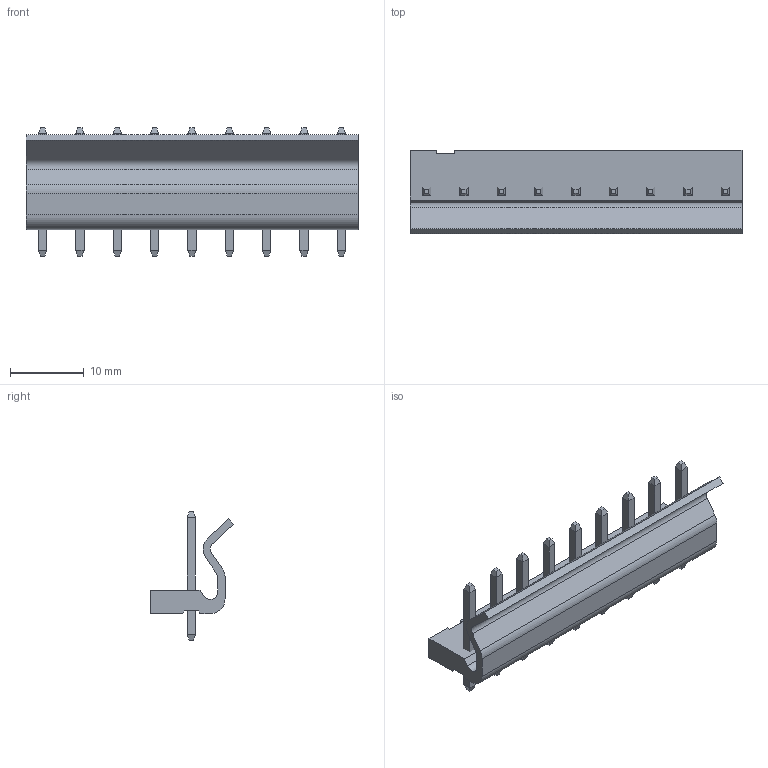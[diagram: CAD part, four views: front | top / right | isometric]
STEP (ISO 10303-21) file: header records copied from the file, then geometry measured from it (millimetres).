
FILE_DESCRIPTION(('STEP AP214'), '1');
FILE_NAME('10-32-1021', '2018-01-04T23:16:01', ('Nobody'), (''), 'ASCON STEP Converter 1.3', 'ASCON Math Kernel', '');
FILE_SCHEMA(('AUTOMOTIVE_DESIGN { 1 0 10303 214 3 1 1}'));
Length unit declared in the file: millimetre
Assembly tree (10 placements, depth 2):
  (unnamed)
    (unnamed)
    (unnamed)  x9
Bounding box: 45.14 x 11.4 x 17.45 mm (x, y, z)
Volume: 1997.5 mm3; surface area: 3067.3 mm2
Topology: 10 solids, 10 shells, 153 faces, 327 edges, 194 vertices
Faces by surface type: plane 147, cylinder 6
Entity records: 1885 total; most frequent: CARTESIAN_POINT 221, DIRECTION 219, ORIENTED_EDGE 206, EDGE_CURVE 103, LINE 91, VECTOR 91, VERTEX_POINT 66, AXIS2_PLACEMENT_3D 64
